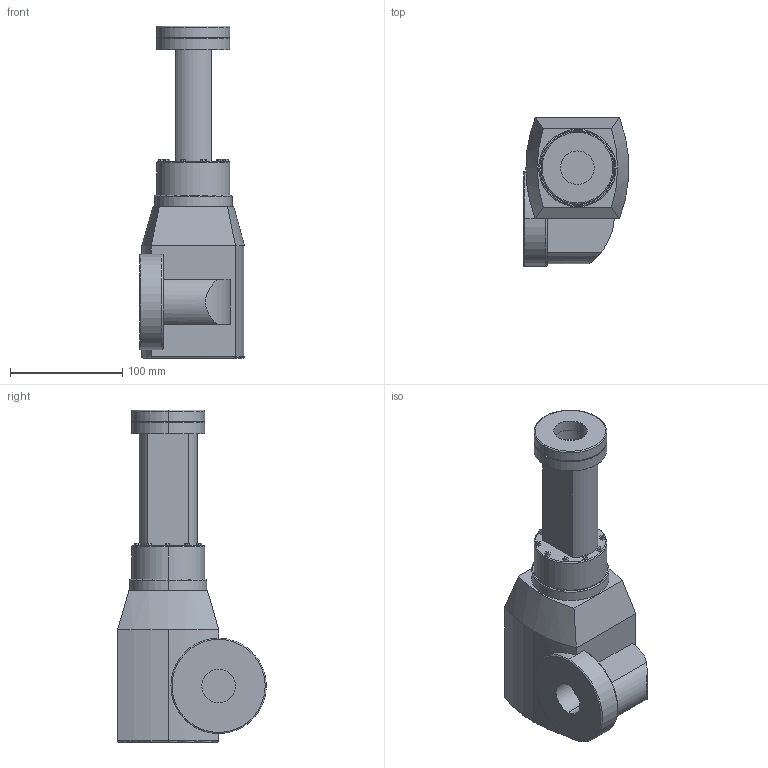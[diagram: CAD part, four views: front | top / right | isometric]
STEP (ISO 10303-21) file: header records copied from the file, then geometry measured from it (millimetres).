
FILE_DESCRIPTION (( 'STEP AP203' ), '1' );
FILE_NAME ('Part3_Default_sldprt.STEP', '2024-12-27T18:18:58', ( '' ), ( '' ), 'SwSTEP 2.0', 'SolidWorks 2023', '' );
FILE_SCHEMA (( 'CONFIG_CONTROL_DESIGN' ));
Length unit declared in the file: millimetre
Products named in the file (1): Part3_Default_sldprt
Bounding box: 93.54 x 132.5 x 296 mm (x, y, z)
Volume: 1477959.7 mm3; surface area: 107734.4 mm2
Topology: 2 solids, 2 shells, 202 faces, 494 edges, 323 vertices
Faces by surface type: plane 161, cylinder 27, torus 12, bspline 2
Entity records: 6066 total; most frequent: CARTESIAN_POINT 1168, ORIENTED_EDGE 988, DIRECTION 963, EDGE_CURVE 494, LINE 415, VECTOR 415, VERTEX_POINT 323, AXIS2_PLACEMENT_3D 274
